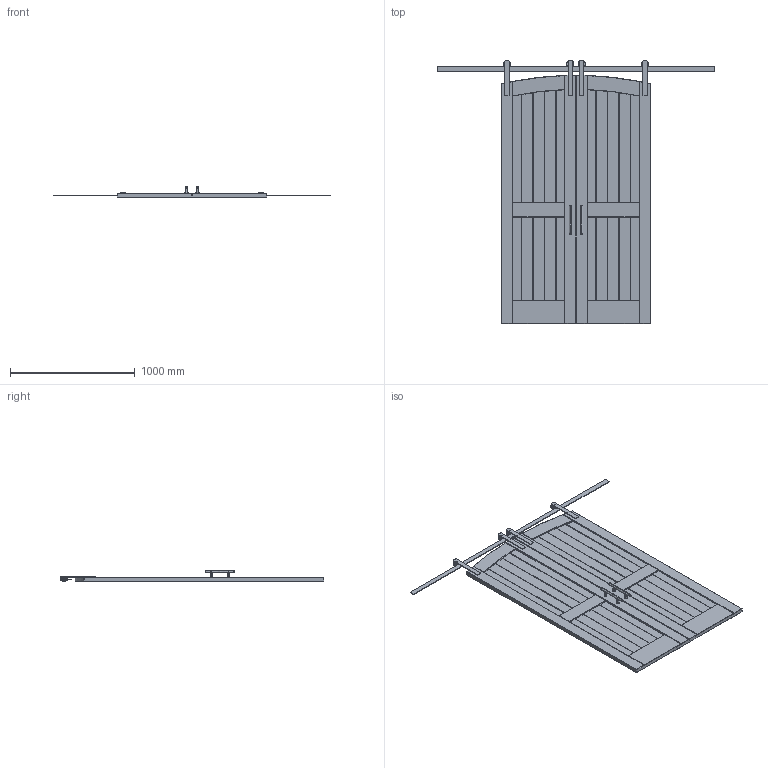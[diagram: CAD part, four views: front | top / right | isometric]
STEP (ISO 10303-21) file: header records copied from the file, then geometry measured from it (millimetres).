
FILE_DESCRIPTION(('FreeCAD Model'),'2;1');
FILE_NAME('Open CASCADE Shape Model','2025-05-02T00:55:48',('FreeCAD'),( 'FreeCAD'),'Open CASCADE STEP processor 7.6','FreeCAD','Unknown');
FILE_SCHEMA(('AUTOMOTIVE_DESIGN { 1 0 10303 214 1 1 1 1 }'));
Length unit declared in the file: millimetre
Products named in the file (1): Open CASCADE STEP translator 7.6 1
Bounding box: 2215.85 x 2109.09 x 89.04 mm (x, y, z)
Volume: 49605257.5 mm3; surface area: 5692654.3 mm2
Topology: 9 solids, 11 shells, 552 faces, 1290 edges, 798 vertices
Faces by surface type: bspline 552
Entity records: 15500 total; most frequent: CARTESIAN_POINT 7823, ORIENTED_EDGE 2580, EDGE_CURVE 1290, B_SPLINE_CURVE_WITH_KNOTS 886, VERTEX_POINT 798, FACE_BOUND 594, EDGE_LOOP 594, ADVANCED_FACE 552
